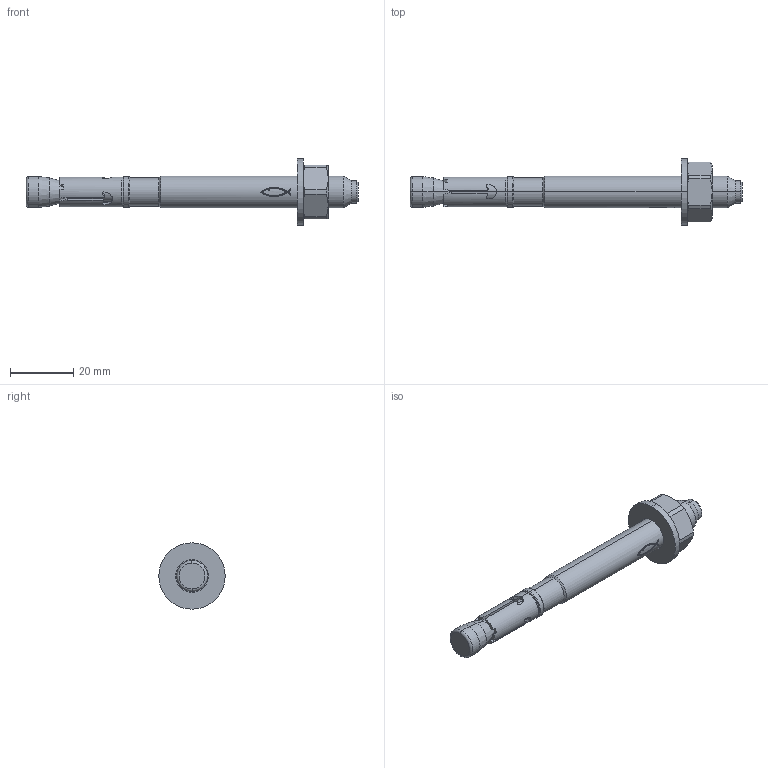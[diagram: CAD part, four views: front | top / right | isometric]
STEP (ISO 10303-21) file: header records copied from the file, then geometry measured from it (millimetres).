
FILE_DESCRIPTION(/* description */ ('Alibre Inc.'),/* implementation_level */ '2;1');
FILE_NAME(/* name */ 'export-8BE7C64D-1F3D-4749-917B-231310C20954',/* time_stamp */ '2022-03-07T12:30:18+01:00',/* author */ (''),/* organization */ (''),/* preprocessor_version */ 'ST-DEVELOPER v17',/* originating_system */ 'Alibre',/* authorisation */ '');
FILE_SCHEMA (('AUTOMOTIVE_DESIGN'));
Length unit declared in the file: millimetre
Products named in the file (4): FAZ II 10/20_94982_2; FAZ II 10/20_94982_1; FAZ II 10/20_94982; cc_unnamed
Bounding box: 105 x 21 x 21 mm (x, y, z)
Volume: 9317.5 mm3; surface area: 5667.3 mm2
Topology: 3 solids, 3 shells, 349 faces, 980 edges, 642 vertices
Faces by surface type: plane 234, cylinder 85, cone 22, torus 8
Entity records: 12100 total; most frequent: CARTESIAN_POINT 2835, ORIENTED_EDGE 1960, DIRECTION 1816, EDGE_CURVE 980, AXIS2_PLACEMENT_3D 851, VERTEX_POINT 642, ELLIPSE 380, EDGE_LOOP 358
